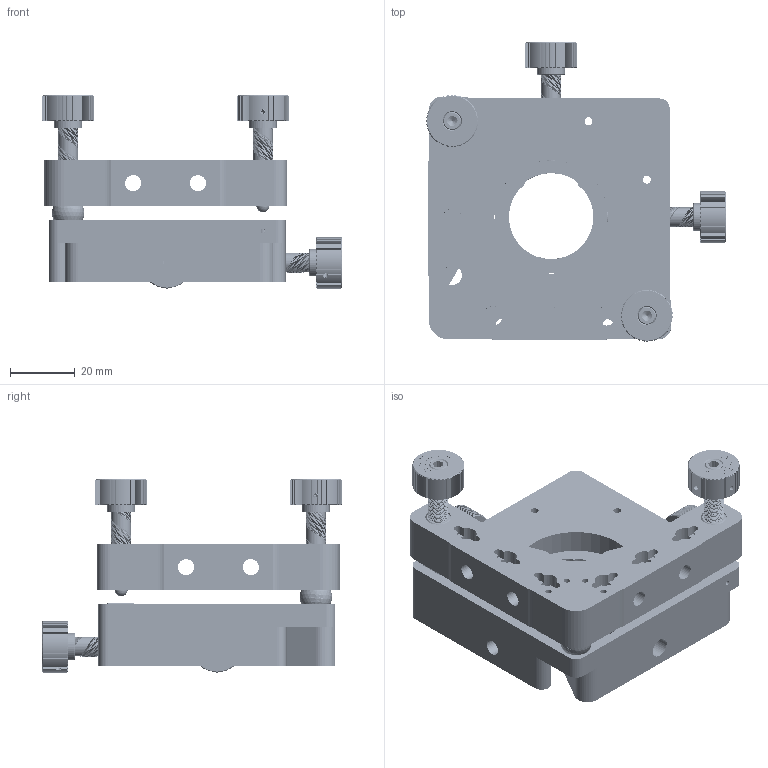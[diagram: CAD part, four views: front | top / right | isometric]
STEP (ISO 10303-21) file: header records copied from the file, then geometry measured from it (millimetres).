
FILE_DESCRIPTION(/* description */ (''),/* implementation_level */ '2;1');
FILE_NAME(/* name */ '02_2TSB-ZB-MME.stp',/* time_stamp */ '2025-02-03T13:57:38+03:00',/* author */ ('asidnin'),/* organization */ (''),/* preprocessor_version */ 'ST-DEVELOPER v18',/* originating_system */ 'Autodesk Inventor 2020',/* authorisation */ '');
FILE_SCHEMA (('CONFIG_CONTROL_DESIGN'));
Products named in the file (16): ZB; A01_002_Платформа Зю 
20; A01_001_75x75_base_ЧПУ усил; Пятка конич 
Z-оправы; Пятка4х4; Ролик; Шар6; ZB-MME; A01_003_XYtr мод 20; Пятка; FAS-B34-R; Винт китай 
М6х32-02; FAS-B34; Втулка М6х0.
25; Ручка винта 
М6; Винт китай 
М6х32-02_1
Assembly tree (22 placements, depth 4):
  ZB
    A01_002_Платформа Зю 
20
    A01_001_75x75_base_ЧПУ усил
    Пятка конич 
Z-оправы  x2
    Пятка4х4
    Ролик  x2
    Шар6
    ZB-MME
      A01_003_XYtr мод 20
      Пятка  x2
      FAS-B34-R  x2
        Винт китай 
М6х32-02
        Втулка М6х0.
25
        Ручка винта 
М6
    FAS-B34  x2
      Втулка М6х0.
25
      Ручка винта 
М6
      Винт китай 
М6х32-02_1
Bounding box: 92.32 x 92.32 x 59.5 mm (x, y, z)
Volume: 102886.7 mm3; surface area: 59445.3 mm2
Topology: 27 solids, 27 shells, 3601 faces, 10568 edges, 7057 vertices
Faces by surface type: plane 2141, cylinder 1136, bspline 252, cone 61, sphere 9, torus 2
Full cylindrical faces by diameter (mm): 1.5 x1, 1.567 x8, 2.01 x4, 2.1 x4, 2.459 x2, 2.5 x3, 3 x2, 3.1 x4, 3.4 x4, 4 x2, 4.917 x1, 4.92 x4, 5 x4, 5.459 x4, 5.5 x4, 6 x459, 6.5 x4, 8 x16, 8.5 x4, 9 x8, 10 x4, 35 x1
Entity records: 65385 total; most frequent: CARTESIAN_POINT 32214, ORIENTED_EDGE 7358, DIRECTION 6016, EDGE_CURVE 3679, VERTEX_POINT 2476, LINE 2070, VECTOR 2070, AXIS2_PLACEMENT_3D 1973
